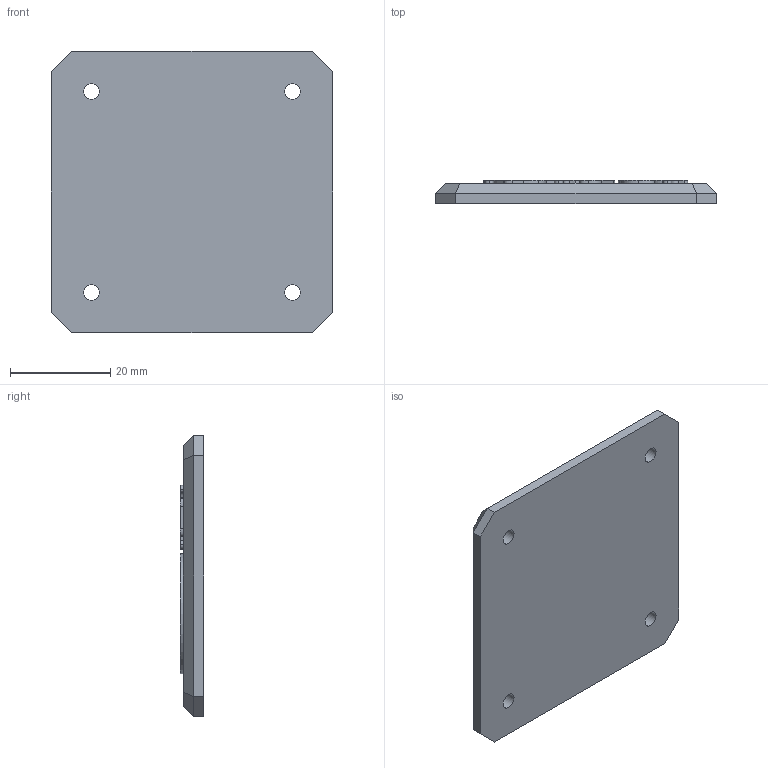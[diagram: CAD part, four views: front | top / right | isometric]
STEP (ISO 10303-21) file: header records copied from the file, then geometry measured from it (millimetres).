
FILE_DESCRIPTION(/* description */ ('Табличка с логотипом'),/* implementation_level */ '2;1');
FILE_NAME(/* name */ 'UNIT_Logo-Plate.step',/* time_stamp */ '2025-09-27T11:29:14+03:00',/* author */ ('pavlu'),/* organization */ (''),/* preprocessor_version */ 'ST-DEVELOPER v19.2',/* originating_system */ 'Autodesk Inventor 2024',/* authorisation */ '');
FILE_SCHEMA (('AUTOMOTIVE_DESIGN { 1 0 10303 214 3 1 1 }'));
Length unit declared in the file: millimetre
Products named in the file (1): LogoPlate
Bounding box: 56 x 4.6 x 56 mm (x, y, z)
Volume: 12231.2 mm3; surface area: 8310.9 mm2
Topology: 12 solids, 12 shells, 135 faces, 325 edges, 214 vertices
Faces by surface type: plane 61, bspline 59, cylinder 15
Full cylindrical faces by diameter (mm): 3.1 x4, 4.8 x1
Entity records: 4449 total; most frequent: CARTESIAN_POINT 1594, ORIENTED_EDGE 650, DIRECTION 391, EDGE_CURVE 325, VERTEX_POINT 214, LINE 177, VECTOR 177, EDGE_LOOP 149
